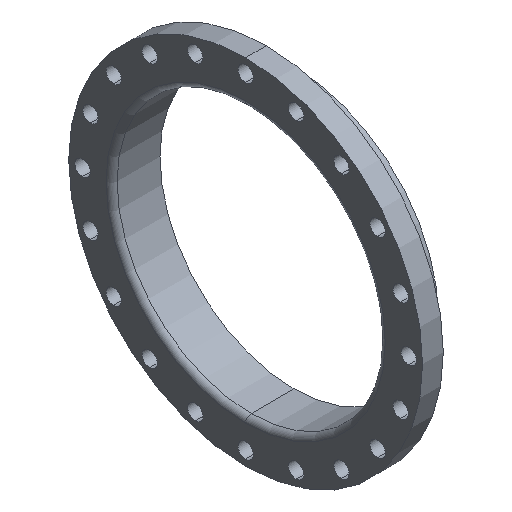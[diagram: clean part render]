
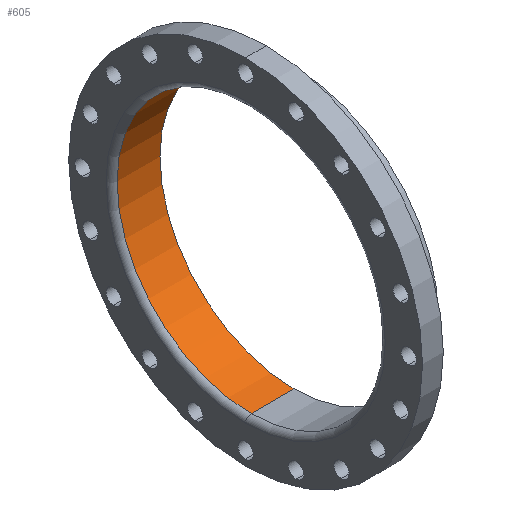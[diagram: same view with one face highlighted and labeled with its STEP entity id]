
A CAD part, isometric view. The second image highlights one B-rep face of the part: STEP entity #605.
In plain terms, the highlighted cylindrical face has radius 307.975 mm (diameter 615.95 mm), a partial arc.
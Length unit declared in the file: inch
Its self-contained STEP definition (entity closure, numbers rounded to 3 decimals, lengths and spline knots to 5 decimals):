
#16 = DIRECTION ( 'NONE',  ( 0., 0., 1. ) ) ;
#53 = ORIENTED_EDGE ( 'NONE', *, *, #398, .T. ) ;
#110 = VERTEX_POINT ( 'NONE', #1358 ) ;
#119 = DIRECTION ( 'NONE',  ( 0., 0., 1. ) ) ;
#165 = VECTOR ( 'NONE', #509, 39.37008 ) ;
#173 = CARTESIAN_POINT ( 'NONE',  ( 0., 0., 12.125 ) ) ;
#299 = DIRECTION ( 'NONE',  ( -1., 0., 0. ) ) ;
#356 = LINE ( 'NONE', #773, #165 ) ;
#381 = VECTOR ( 'NONE', #299, 39.37008 ) ;
#398 = EDGE_CURVE ( 'NONE', #110, #651, #1501, .T. ) ;
#509 = DIRECTION ( 'NONE',  ( -1., 0., 0. ) ) ;
#573 = DIRECTION ( 'NONE',  ( -1., 0., 0. ) ) ;
#605 = ADVANCED_FACE ( 'NONE', ( #1131 ), #645, .F. ) ;
#645 = CYLINDRICAL_SURFACE ( 'NONE', #871, 12.125 ) ;
#651 = VERTEX_POINT ( 'NONE', #1905 ) ;
#735 = CARTESIAN_POINT ( 'NONE',  ( 4.04986, 0., -12.125 ) ) ;
#773 = CARTESIAN_POINT ( 'NONE',  ( 0., 0., -12.125 ) ) ;
#871 = AXIS2_PLACEMENT_3D ( 'NONE', #1422, #1233, #1823 ) ;
#929 = CIRCLE ( 'NONE', #1827, 12.125 ) ;
#1025 = AXIS2_PLACEMENT_3D ( 'NONE', #1137, #1147, #119 ) ;
#1048 = ORIENTED_EDGE ( 'NONE', *, *, #1121, .T. ) ;
#1110 = VERTEX_POINT ( 'NONE', #735 ) ;
#1121 = EDGE_CURVE ( 'NONE', #651, #1895, #1678, .T. ) ;
#1131 = FACE_OUTER_BOUND ( 'NONE', #1456, .T. ) ;
#1137 = CARTESIAN_POINT ( 'NONE',  ( 0.17486, 0., 0. ) ) ;
#1147 = DIRECTION ( 'NONE',  ( -1., 0., 0. ) ) ;
#1172 = CARTESIAN_POINT ( 'NONE',  ( 0.17486, 0., -12.125 ) ) ;
#1233 = DIRECTION ( 'NONE',  ( -1., 0., 0. ) ) ;
#1358 = CARTESIAN_POINT ( 'NONE',  ( 4.04986, 0., 12.125 ) ) ;
#1422 = CARTESIAN_POINT ( 'NONE',  ( 0., 0., 0. ) ) ;
#1456 = EDGE_LOOP ( 'NONE', ( #1549, #1749, #53, #1048 ) ) ;
#1501 = LINE ( 'NONE', #173, #381 ) ;
#1514 = EDGE_CURVE ( 'NONE', #1110, #1895, #356, .T. ) ;
#1549 = ORIENTED_EDGE ( 'NONE', *, *, #1514, .F. ) ;
#1620 = CARTESIAN_POINT ( 'NONE',  ( 4.04986, 0., 0. ) ) ;
#1678 = CIRCLE ( 'NONE', #1025, 12.125 ) ;
#1749 = ORIENTED_EDGE ( 'NONE', *, *, #1877, .F. ) ;
#1823 = DIRECTION ( 'NONE',  ( 0., 0., 1. ) ) ;
#1827 = AXIS2_PLACEMENT_3D ( 'NONE', #1620, #573, #16 ) ;
#1877 = EDGE_CURVE ( 'NONE', #110, #1110, #929, .T. ) ;
#1895 = VERTEX_POINT ( 'NONE', #1172 ) ;
#1905 = CARTESIAN_POINT ( 'NONE',  ( 0.17486, 0., 12.125 ) ) ;
